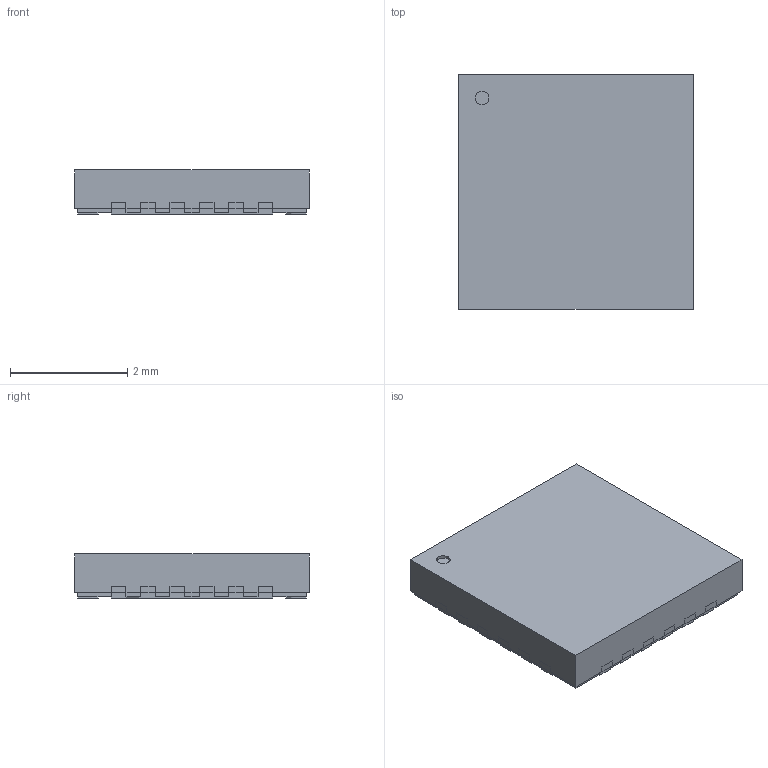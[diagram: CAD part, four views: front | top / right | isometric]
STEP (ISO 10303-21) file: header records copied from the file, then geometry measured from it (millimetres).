
FILE_DESCRIPTION(('STEP AP214'),'1');
FILE_NAME('X4W3_3D_POD.step','2023-12-14T09:55:25',(' '),('ANSOFT Corporation'),'Spatial InterOp 3D',' ',' ');
FILE_SCHEMA(('AUTOMOTIVE_DESIGN { 1 0 10303 214 1 1 1 1 }'));
Length unit declared in the file: millimetre
Products named in the file (1): LF_1
Bounding box: 4 x 4 x 0.75 mm (x, y, z)
Volume: 11.8 mm3; surface area: 72.7 mm2
Topology: 26 solids, 26 shells, 394 faces, 1020 edges, 680 vertices
Faces by surface type: plane 328, cylinder 66
Entity records: 15372 total; most frequent: CARTESIAN_POINT 2120, ORIENTED_EDGE 2040, DIRECTION 1992, EDGE_CURVE 1020, LINE 888, VECTOR 888, VERTEX_POINT 680, AXIS2_PLACEMENT_3D 552
